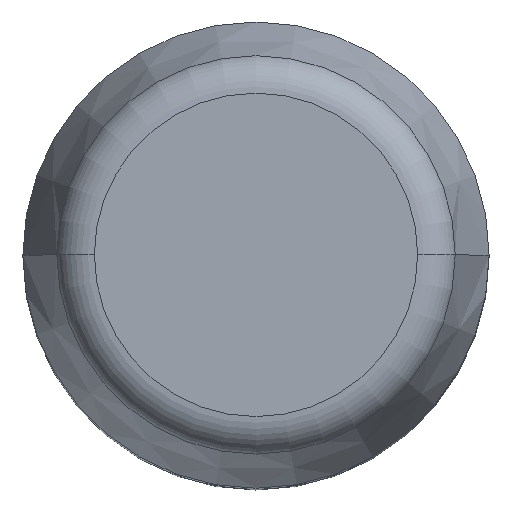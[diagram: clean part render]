
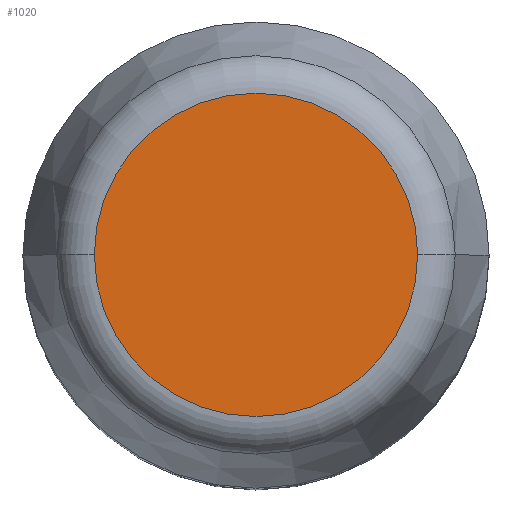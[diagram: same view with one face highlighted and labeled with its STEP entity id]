
A CAD part, top view. The second image highlights one B-rep face of the part: STEP entity #1020.
In plain terms, the highlighted planar face has unit normal (0, 0, 1).
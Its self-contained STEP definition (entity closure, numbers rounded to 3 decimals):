
#89 = VERTEX_POINT ( 'NONE', #502 ) ;
#228 = DIRECTION ( 'NONE',  ( 0., 0., 1. ) ) ;
#360 = FACE_OUTER_BOUND ( 'NONE', #448, .T. ) ;
#373 = AXIS2_PLACEMENT_3D ( 'NONE', #809, #228, #911 ) ;
#404 = PLANE ( 'NONE',  #531 ) ;
#448 = EDGE_LOOP ( 'NONE', ( #452, #1069 ) ) ;
#450 = AXIS2_PLACEMENT_3D ( 'NONE', #1089, #523, #1171 ) ;
#452 = ORIENTED_EDGE ( 'NONE', *, *, #530, .T. ) ;
#502 = CARTESIAN_POINT ( 'NONE',  ( -2.08, 0., 15. ) ) ;
#504 = EDGE_CURVE ( 'NONE', #89, #614, #626, .T. ) ;
#510 = DIRECTION ( 'NONE',  ( 1., 0., 0. ) ) ;
#523 = DIRECTION ( 'NONE',  ( 0., 0., 1. ) ) ;
#530 = EDGE_CURVE ( 'NONE', #614, #89, #539, .T. ) ;
#531 = AXIS2_PLACEMENT_3D ( 'NONE', #894, #797, #510 ) ;
#539 = CIRCLE ( 'NONE', #450, 2.08 ) ;
#614 = VERTEX_POINT ( 'NONE', #1189 ) ;
#626 = CIRCLE ( 'NONE', #373, 2.08 ) ;
#797 = DIRECTION ( 'NONE',  ( 0., 0., 1. ) ) ;
#809 = CARTESIAN_POINT ( 'NONE',  ( 0., 0., 15. ) ) ;
#894 = CARTESIAN_POINT ( 'NONE',  ( 0., 0., 15. ) ) ;
#911 = DIRECTION ( 'NONE',  ( 1., 0., 0. ) ) ;
#1020 = ADVANCED_FACE ( 'NONE', ( #360 ), #404, .T. ) ;
#1069 = ORIENTED_EDGE ( 'NONE', *, *, #504, .T. ) ;
#1089 = CARTESIAN_POINT ( 'NONE',  ( 0., 0., 15. ) ) ;
#1171 = DIRECTION ( 'NONE',  ( 1., 0., 0. ) ) ;
#1189 = CARTESIAN_POINT ( 'NONE',  ( 2.08, 0., 15. ) ) ;
